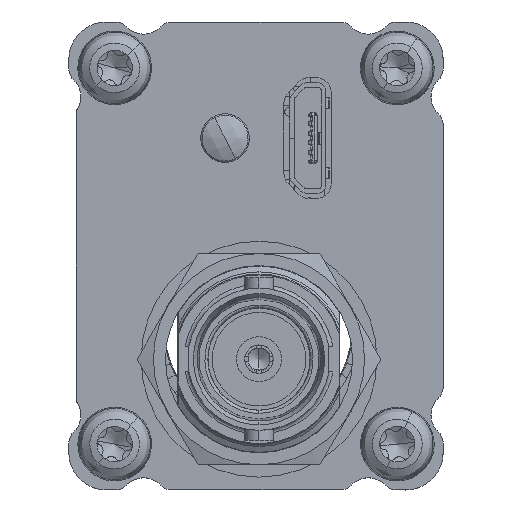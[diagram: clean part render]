
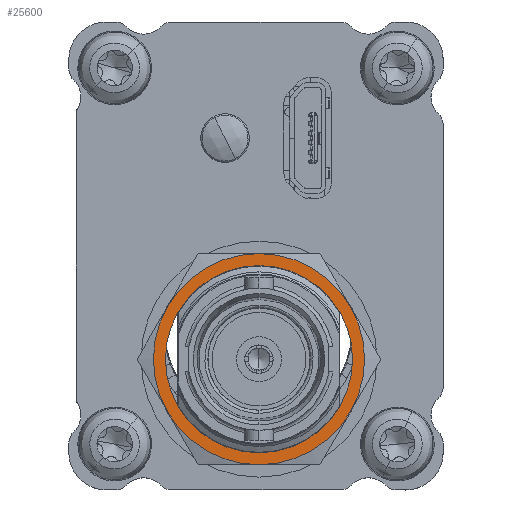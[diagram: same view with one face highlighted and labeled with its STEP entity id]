
A CAD part, left-side view. The second image highlights one B-rep face of the part: STEP entity #25600.
In plain terms, the highlighted planar face has unit normal (-1, 0, 0).
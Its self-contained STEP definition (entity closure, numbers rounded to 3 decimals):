
#3879 = CARTESIAN_POINT ( 'NONE',  ( -36.134, -0.202, -0.652 ) ) ;
#8458 = VERTEX_POINT ( 'NONE', #37367 ) ;
#10419 = DIRECTION ( 'NONE',  ( -1., 0., 0. ) ) ;
#11048 = CARTESIAN_POINT ( 'NONE',  ( -36.134, -0.202, -7.002 ) ) ;
#14275 = AXIS2_PLACEMENT_3D ( 'NONE', #258991, #121889, #281977 ) ;
#15104 = DIRECTION ( 'NONE',  ( 0., 0., -1. ) ) ;
#15664 = AXIS2_PLACEMENT_3D ( 'NONE', #248003, #110808, #270977 ) ;
#20723 = CARTESIAN_POINT ( 'NONE',  ( -36.134, -0.202, -7.002 ) ) ;
#22724 = ORIENTED_EDGE ( 'NONE', *, *, #171932, .T. ) ;
#25600 = ADVANCED_FACE ( 'NONE', ( #149996, #103457 ), #214588, .T. ) ;
#29551 = CIRCLE ( 'NONE', #14275, 7.163 ) ;
#34070 = DIRECTION ( 'NONE',  ( 0., 0., -1. ) ) ;
#37367 = CARTESIAN_POINT ( 'NONE',  ( -36.134, -0.202, -13.352 ) ) ;
#39739 = EDGE_CURVE ( 'NONE', #47354, #211469, #143587, .T. ) ;
#43659 = DIRECTION ( 'NONE',  ( 0., 0., -1. ) ) ;
#47354 = VERTEX_POINT ( 'NONE', #153593 ) ;
#57414 = AXIS2_PLACEMENT_3D ( 'NONE', #270580, #133454, #293589 ) ;
#57474 = AXIS2_PLACEMENT_3D ( 'NONE', #11048, #171120, #34070 ) ;
#59653 = CARTESIAN_POINT ( 'NONE',  ( -36.134, -0.202, -7.002 ) ) ;
#64082 = EDGE_CURVE ( 'NONE', #8458, #103635, #109765, .T. ) ;
#66133 = VERTEX_POINT ( 'NONE', #156775 ) ;
#68845 = ORIENTED_EDGE ( 'NONE', *, *, #64082, .T. ) ;
#69623 = CARTESIAN_POINT ( 'NONE',  ( -36.134, 6.001, -10.583 ) ) ;
#73102 = CARTESIAN_POINT ( 'NONE',  ( -36.134, -0.202, -7.002 ) ) ;
#76267 = CIRCLE ( 'NONE', #57474, 7.163 ) ;
#79319 = AXIS2_PLACEMENT_3D ( 'NONE', #147436, #10419, #170473 ) ;
#82669 = DIRECTION ( 'NONE',  ( 0., 0., 1. ) ) ;
#96141 = DIRECTION ( 'NONE',  ( 0., 0., -1. ) ) ;
#103457 = FACE_OUTER_BOUND ( 'NONE', #190100, .T. ) ;
#103635 = VERTEX_POINT ( 'NONE', #3879 ) ;
#103712 = EDGE_CURVE ( 'NONE', #280631, #280759, #29551, .T. ) ;
#109765 = CIRCLE ( 'NONE', #57414, 6.35 ) ;
#110808 = DIRECTION ( 'NONE',  ( -1., 0., 0. ) ) ;
#121889 = DIRECTION ( 'NONE',  ( -1., 0., 0. ) ) ;
#121916 = CARTESIAN_POINT ( 'NONE',  ( -36.134, -0.202, -14.164 ) ) ;
#123869 = CARTESIAN_POINT ( 'NONE',  ( -36.134, -6.405, -10.583 ) ) ;
#133454 = DIRECTION ( 'NONE',  ( 1., 0., 0. ) ) ;
#138354 = CIRCLE ( 'NONE', #219806, 7.163 ) ;
#139432 = ORIENTED_EDGE ( 'NONE', *, *, #223107, .T. ) ;
#143587 = CIRCLE ( 'NONE', #232815, 7.163 ) ;
#147436 = CARTESIAN_POINT ( 'NONE',  ( -36.134, 8.069, -7.002 ) ) ;
#149996 = FACE_BOUND ( 'NONE', #239623, .T. ) ;
#152112 = DIRECTION ( 'NONE',  ( -1., 0., 0. ) ) ;
#153593 = CARTESIAN_POINT ( 'NONE',  ( -36.134, -6.405, -3.42 ) ) ;
#156775 = CARTESIAN_POINT ( 'NONE',  ( -36.134, 6.001, -3.42 ) ) ;
#160187 = EDGE_CURVE ( 'NONE', #280759, #47354, #277913, .T. ) ;
#162795 = EDGE_CURVE ( 'NONE', #192886, #280631, #76267, .T. ) ;
#170473 = DIRECTION ( 'NONE',  ( 0., 0., 1. ) ) ;
#171120 = DIRECTION ( 'NONE',  ( -1., 0., 0. ) ) ;
#171932 = EDGE_CURVE ( 'NONE', #66133, #192886, #138354, .T. ) ;
#177952 = ORIENTED_EDGE ( 'NONE', *, *, #231090, .T. ) ;
#180745 = DIRECTION ( 'NONE',  ( -1., 0., 0. ) ) ;
#180836 = CIRCLE ( 'NONE', #15664, 7.163 ) ;
#187403 = CIRCLE ( 'NONE', #244946, 6.35 ) ;
#190100 = EDGE_LOOP ( 'NONE', ( #177952, #22724, #263491, #276013, #222371, #242778 ) ) ;
#192886 = VERTEX_POINT ( 'NONE', #69623 ) ;
#211469 = VERTEX_POINT ( 'NONE', #293477 ) ;
#214484 = AXIS2_PLACEMENT_3D ( 'NONE', #73102, #233296, #96141 ) ;
#214588 = PLANE ( 'NONE',  #79319 ) ;
#219806 = AXIS2_PLACEMENT_3D ( 'NONE', #20723, #180745, #43659 ) ;
#219809 = DIRECTION ( 'NONE',  ( 1., 0., 0. ) ) ;
#222371 = ORIENTED_EDGE ( 'NONE', *, *, #160187, .T. ) ;
#223107 = EDGE_CURVE ( 'NONE', #103635, #8458, #187403, .T. ) ;
#231090 = EDGE_CURVE ( 'NONE', #211469, #66133, #180836, .T. ) ;
#232815 = AXIS2_PLACEMENT_3D ( 'NONE', #289239, #152112, #15104 ) ;
#233296 = DIRECTION ( 'NONE',  ( -1., 0., 0. ) ) ;
#239623 = EDGE_LOOP ( 'NONE', ( #139432, #68845 ) ) ;
#242778 = ORIENTED_EDGE ( 'NONE', *, *, #39739, .T. ) ;
#244946 = AXIS2_PLACEMENT_3D ( 'NONE', #59653, #219809, #82669 ) ;
#248003 = CARTESIAN_POINT ( 'NONE',  ( -36.134, -0.202, -7.002 ) ) ;
#258991 = CARTESIAN_POINT ( 'NONE',  ( -36.134, -0.202, -7.002 ) ) ;
#263491 = ORIENTED_EDGE ( 'NONE', *, *, #162795, .T. ) ;
#270580 = CARTESIAN_POINT ( 'NONE',  ( -36.134, -0.202, -7.002 ) ) ;
#270977 = DIRECTION ( 'NONE',  ( 0., 0., -1. ) ) ;
#276013 = ORIENTED_EDGE ( 'NONE', *, *, #103712, .T. ) ;
#277913 = CIRCLE ( 'NONE', #214484, 7.163 ) ;
#280631 = VERTEX_POINT ( 'NONE', #121916 ) ;
#280759 = VERTEX_POINT ( 'NONE', #123869 ) ;
#281977 = DIRECTION ( 'NONE',  ( 0., 0., -1. ) ) ;
#289239 = CARTESIAN_POINT ( 'NONE',  ( -36.134, -0.202, -7.002 ) ) ;
#293477 = CARTESIAN_POINT ( 'NONE',  ( -36.134, -0.202, 0.161 ) ) ;
#293589 = DIRECTION ( 'NONE',  ( 0., 0., 1. ) ) ;
